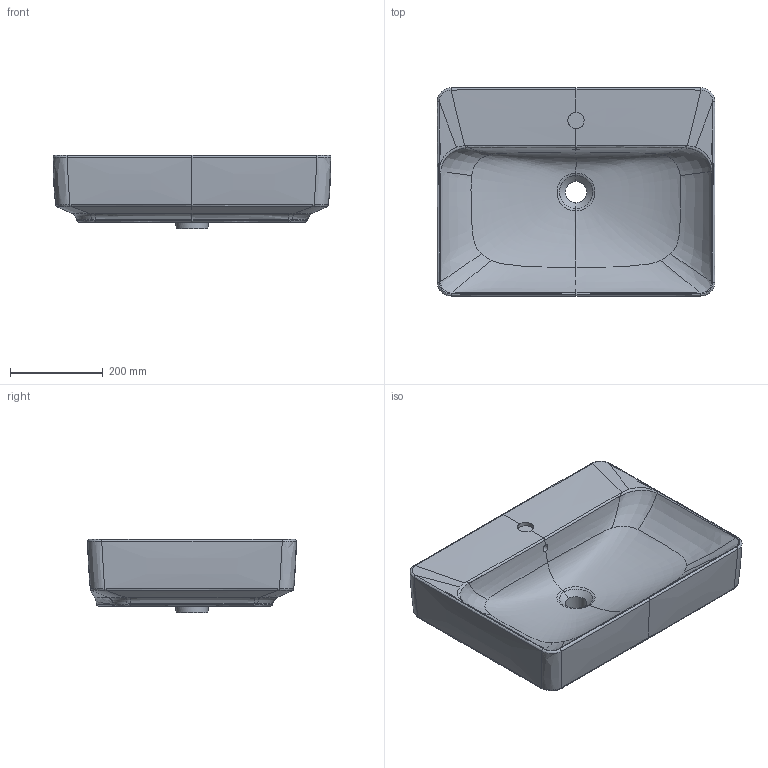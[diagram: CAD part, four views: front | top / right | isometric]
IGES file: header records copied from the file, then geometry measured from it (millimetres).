
Global section: file name: 500780; native system: Autodesk Inventor 2018; preprocessor: unknown; author: JANAN; date: 20201210.134345; units: millimetre
Bounding box: 599.05 x 450 x 158.02 mm (x, y, z)
Volume: 24067971.3 mm3; surface area: 836609.3 mm2
Topology: 1 solids, 1 shells, 146 faces, 341 edges, 199 vertices
Faces by surface type: bspline 146
